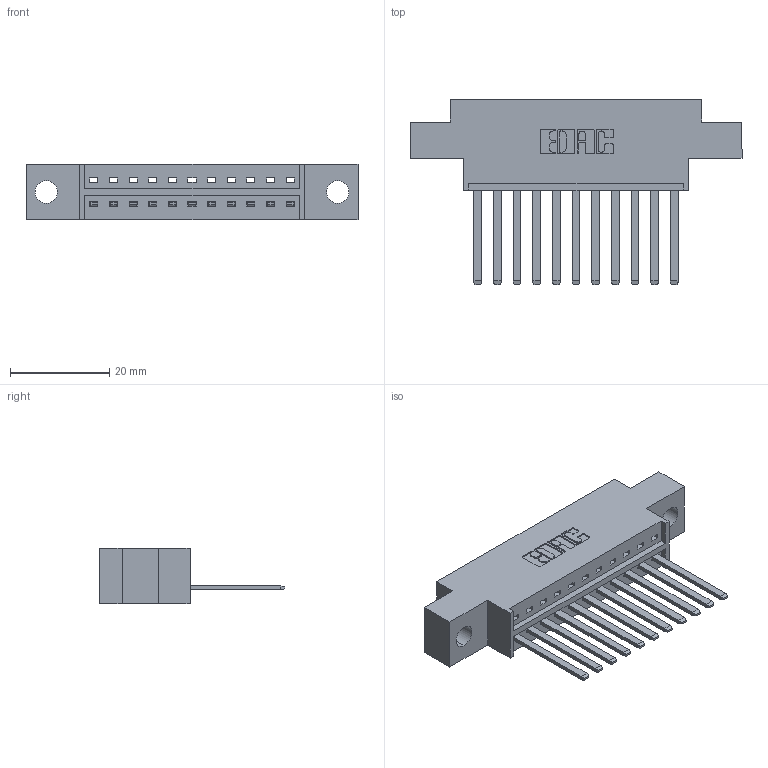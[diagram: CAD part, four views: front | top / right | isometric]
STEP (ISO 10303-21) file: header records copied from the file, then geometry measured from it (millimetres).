
FILE_DESCRIPTION (( 'STEP AP203' ), '1' );
FILE_NAME ('336-011-541-609.STEP', '2020-08-07T19:37:15', ( '' ), ( '' ), 'SwSTEP 2.0', 'SolidWorks 2020', '' );
FILE_SCHEMA (( 'CONFIG_CONTROL_DESIGN' ));
Length unit declared in the file: inch
Products named in the file (3): 336 Part_Offset - .178 Dia - TH; 336-290-001_336-290-541; 336-011-541-609
Assembly tree (12 placements, depth 2):
  336-011-541-609
    336 Part_Offset - .178 Dia - TH
    336-290-001_336-290-541  x11
Bounding box: 66.98 x 37.34 x 11.1 mm (x, y, z)
Volume: 8720.8 mm3; surface area: 9045.6 mm2
Topology: 12 solids, 12 shells, 668 faces, 2017 edges, 1336 vertices
Faces by surface type: plane 448, cylinder 220
Entity records: 12040 total; most frequent: CARTESIAN_POINT 2186, ORIENTED_EDGE 2034, DIRECTION 1807, EDGE_CURVE 1017, VECTOR 885, LINE 885, VERTEX_POINT 676, AXIS2_PLACEMENT_3D 461
